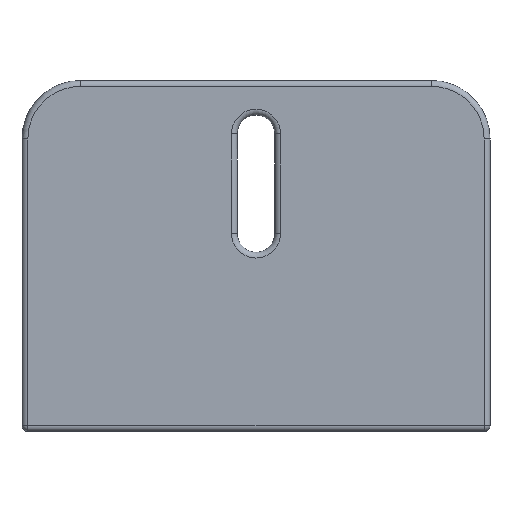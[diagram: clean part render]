
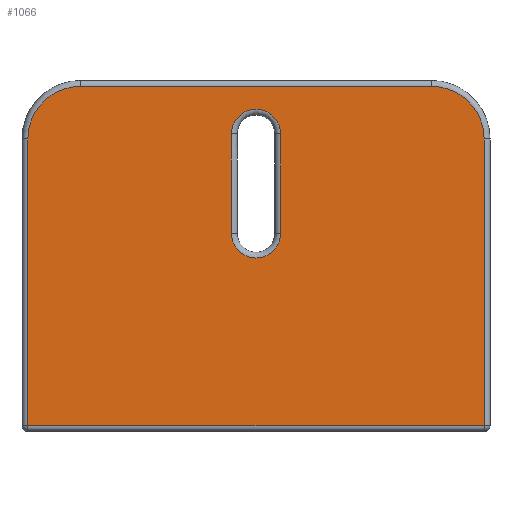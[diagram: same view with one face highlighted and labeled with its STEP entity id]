
A CAD part, left-side view. The second image highlights one B-rep face of the part: STEP entity #1066.
In plain terms, the highlighted face is planar.
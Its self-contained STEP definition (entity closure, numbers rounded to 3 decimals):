
#30=FACE_BOUND('',#149,.T.);
#36=PLANE('',#1170);
#80=FACE_OUTER_BOUND('',#148,.T.);
#148=EDGE_LOOP('',(#774,#775,#776,#777,#778,#779));
#149=EDGE_LOOP('',(#780,#781,#782,#783));
#219=LINE('',#1824,#310);
#220=LINE('',#1831,#311);
#222=LINE('',#1839,#313);
#223=LINE('',#1843,#314);
#224=LINE('',#1845,#315);
#225=LINE('',#1846,#316);
#310=VECTOR('',#1349,10.);
#311=VECTOR('',#1360,10.);
#313=VECTOR('',#1368,10.);
#314=VECTOR('',#1371,10.);
#315=VECTOR('',#1372,10.);
#316=VECTOR('',#1373,10.);
#400=CIRCLE('',#1161,2.1);
#403=CIRCLE('',#1166,2.1);
#405=CIRCLE('',#1171,4.5);
#406=CIRCLE('',#1172,4.5);
#470=VERTEX_POINT('',#1754);
#471=VERTEX_POINT('',#1786);
#473=VERTEX_POINT('',#1822);
#474=VERTEX_POINT('',#1826);
#475=VERTEX_POINT('',#1835);
#476=VERTEX_POINT('',#1836);
#477=VERTEX_POINT('',#1838);
#478=VERTEX_POINT('',#1840);
#479=VERTEX_POINT('',#1842);
#480=VERTEX_POINT('',#1844);
#576=EDGE_CURVE('',#470,#471,#400,.T.);
#580=EDGE_CURVE('',#473,#470,#219,.T.);
#582=EDGE_CURVE('',#474,#473,#403,.T.);
#584=EDGE_CURVE('',#471,#474,#220,.T.);
#586=EDGE_CURVE('',#475,#476,#405,.T.);
#587=EDGE_CURVE('',#477,#475,#222,.T.);
#588=EDGE_CURVE('',#478,#477,#406,.T.);
#589=EDGE_CURVE('',#479,#478,#223,.T.);
#590=EDGE_CURVE('',#480,#479,#224,.T.);
#591=EDGE_CURVE('',#476,#480,#225,.T.);
#774=ORIENTED_EDGE('',*,*,#586,.F.);
#775=ORIENTED_EDGE('',*,*,#587,.F.);
#776=ORIENTED_EDGE('',*,*,#588,.F.);
#777=ORIENTED_EDGE('',*,*,#589,.F.);
#778=ORIENTED_EDGE('',*,*,#590,.F.);
#779=ORIENTED_EDGE('',*,*,#591,.F.);
#780=ORIENTED_EDGE('',*,*,#576,.F.);
#781=ORIENTED_EDGE('',*,*,#580,.F.);
#782=ORIENTED_EDGE('',*,*,#582,.F.);
#783=ORIENTED_EDGE('',*,*,#584,.F.);
#1066=ADVANCED_FACE('',(#80,#30),#36,.T.);
#1161=AXIS2_PLACEMENT_3D('',#1787,#1342,#1343);
#1166=AXIS2_PLACEMENT_3D('',#1828,#1354,#1355);
#1170=AXIS2_PLACEMENT_3D('',#1834,#1364,#1365);
#1171=AXIS2_PLACEMENT_3D('',#1837,#1366,#1367);
#1172=AXIS2_PLACEMENT_3D('',#1841,#1369,#1370);
#1342=DIRECTION('center_axis',(0.,0.,1.));
#1343=DIRECTION('ref_axis',(-1.,0.,0.));
#1349=DIRECTION('',(-1.,0.,0.));
#1354=DIRECTION('center_axis',(0.,0.,1.));
#1355=DIRECTION('ref_axis',(1.,0.001,0.));
#1360=DIRECTION('',(1.,0.,0.));
#1364=DIRECTION('center_axis',(0.,0.,1.));
#1365=DIRECTION('ref_axis',(1.,0.,0.));
#1366=DIRECTION('center_axis',(0.,0.,-1.));
#1367=DIRECTION('ref_axis',(0.707,-0.707,0.));
#1368=DIRECTION('',(0.,-1.,0.));
#1369=DIRECTION('center_axis',(0.,0.,-1.));
#1370=DIRECTION('ref_axis',(0.707,0.707,0.));
#1371=DIRECTION('',(1.,0.,0.));
#1372=DIRECTION('',(0.,1.,0.));
#1373=DIRECTION('',(-1.,0.,0.));
#1754=CARTESIAN_POINT('',(246.928,-17.9,10.));
#1786=CARTESIAN_POINT('',(246.928,-22.1,10.));
#1787=CARTESIAN_POINT('Origin',(246.923,-20.,10.));
#1822=CARTESIAN_POINT('',(255.441,-17.9,10.));
#1824=CARTESIAN_POINT('',(250.963,-17.9,10.));
#1826=CARTESIAN_POINT('',(255.445,-22.1,10.));
#1828=CARTESIAN_POINT('Origin',(255.441,-20.,10.));
#1831=CARTESIAN_POINT('',(255.222,-22.1,10.));
#1834=CARTESIAN_POINT('Origin',(255.,-20.,10.));
#1835=CARTESIAN_POINT('',(259.5,-35.,10.));
#1836=CARTESIAN_POINT('',(255.,-39.5,10.));
#1837=CARTESIAN_POINT('Origin',(255.,-35.,10.));
#1838=CARTESIAN_POINT('',(259.5,-5.,10.));
#1839=CARTESIAN_POINT('',(259.5,-30.,10.));
#1840=CARTESIAN_POINT('',(255.,-0.5,10.));
#1841=CARTESIAN_POINT('Origin',(255.,-5.,10.));
#1842=CARTESIAN_POINT('',(230.5,-0.5,10.));
#1843=CARTESIAN_POINT('',(267.5,-0.5,10.));
#1844=CARTESIAN_POINT('',(230.5,-39.5,10.));
#1845=CARTESIAN_POINT('',(230.5,-10.,10.));
#1846=CARTESIAN_POINT('',(242.5,-39.5,10.));
